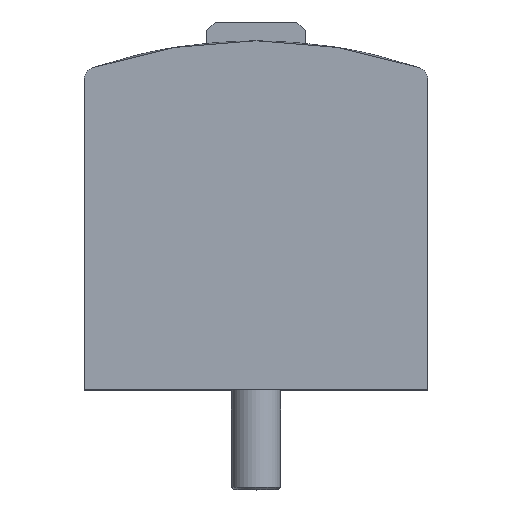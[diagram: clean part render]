
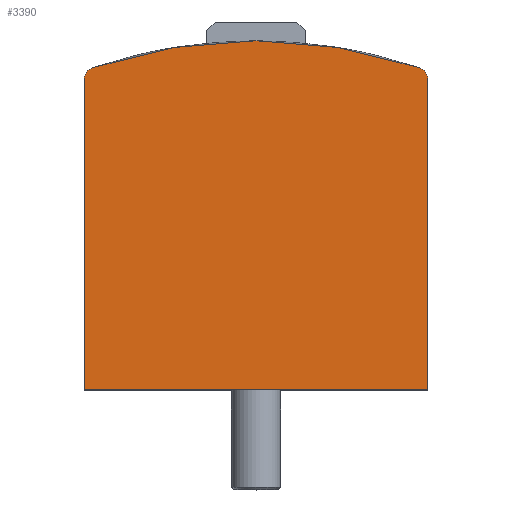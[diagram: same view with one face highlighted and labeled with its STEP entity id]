
A CAD part, top view. The second image highlights one B-rep face of the part: STEP entity #3390.
In plain terms, the highlighted planar face has unit normal (0, 0, 1).
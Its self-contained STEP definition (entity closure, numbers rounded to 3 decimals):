
#65=CIRCLE('',#3542,31.);
#67=CIRCLE('',#3547,0.8);
#68=CIRCLE('',#3548,0.8);
#194=ORIENTED_EDGE('',*,*,#875,.T.);
#195=ORIENTED_EDGE('',*,*,#891,.T.);
#196=ORIENTED_EDGE('',*,*,#890,.T.);
#197=ORIENTED_EDGE('',*,*,#882,.T.);
#198=ORIENTED_EDGE('',*,*,#892,.T.);
#199=ORIENTED_EDGE('',*,*,#893,.T.);
#875=EDGE_CURVE('',#1225,#1224,#65,.T.);
#882=EDGE_CURVE('',#1232,#1231,#1458,.T.);
#890=EDGE_CURVE('',#1238,#1232,#1466,.T.);
#891=EDGE_CURVE('',#1224,#1238,#67,.T.);
#892=EDGE_CURVE('',#1231,#1239,#1467,.T.);
#893=EDGE_CURVE('',#1239,#1225,#68,.T.);
#1224=VERTEX_POINT('',#4534);
#1225=VERTEX_POINT('',#4536);
#1231=VERTEX_POINT('',#4559);
#1232=VERTEX_POINT('',#4561);
#1238=VERTEX_POINT('',#4574);
#1239=VERTEX_POINT('',#4580);
#1458=LINE('',#4560,#1730);
#1466=LINE('',#4576,#1738);
#1467=LINE('',#4579,#1739);
#1730=VECTOR('',#3817,1000.);
#1738=VECTOR('',#3827,1000.);
#1739=VECTOR('',#3832,1000.);
#1962=EDGE_LOOP('',(#194,#195,#196,#197,#198,#199));
#2130=FACE_BOUND('',#1962,.T.);
#2289=PLANE('',#3546);
#3390=ADVANCED_FACE('',(#2130),#2289,.T.);
#3542=AXIS2_PLACEMENT_3D('',#4535,#3807,#3808);
#3546=AXIS2_PLACEMENT_3D('',#4577,#3828,#3829);
#3547=AXIS2_PLACEMENT_3D('',#4578,#3830,#3831);
#3548=AXIS2_PLACEMENT_3D('',#4581,#3833,#3834);
#3807=DIRECTION('',(0.,0.,1.));
#3808=DIRECTION('',(1.,0.,0.));
#3817=DIRECTION('',(1.,0.,0.));
#3827=DIRECTION('',(0.,-1.,0.));
#3828=DIRECTION('',(0.,0.,1.));
#3829=DIRECTION('',(1.,0.,0.));
#3830=DIRECTION('',(0.,0.,1.));
#3831=DIRECTION('',(1.,0.,0.));
#3832=DIRECTION('',(0.,1.,0.));
#3833=DIRECTION('',(0.,0.,1.));
#3834=DIRECTION('',(1.,0.,0.));
#4534=CARTESIAN_POINT('',(-9.957,19.657,14.));
#4535=CARTESIAN_POINT('',(0.,-9.7,14.));
#4536=CARTESIAN_POINT('',(9.957,19.657,14.));
#4559=CARTESIAN_POINT('',(10.5,0.,14.));
#4560=CARTESIAN_POINT('',(-10.5,0.,14.));
#4561=CARTESIAN_POINT('',(-10.5,0.,14.));
#4574=CARTESIAN_POINT('',(-10.5,18.9,14.));
#4576=CARTESIAN_POINT('',(-10.5,22.5,14.));
#4577=CARTESIAN_POINT('',(0.,0.,14.));
#4578=CARTESIAN_POINT('',(-9.7,18.9,14.));
#4579=CARTESIAN_POINT('',(10.5,0.,14.));
#4580=CARTESIAN_POINT('',(10.5,18.9,14.));
#4581=CARTESIAN_POINT('',(9.7,18.9,14.));
